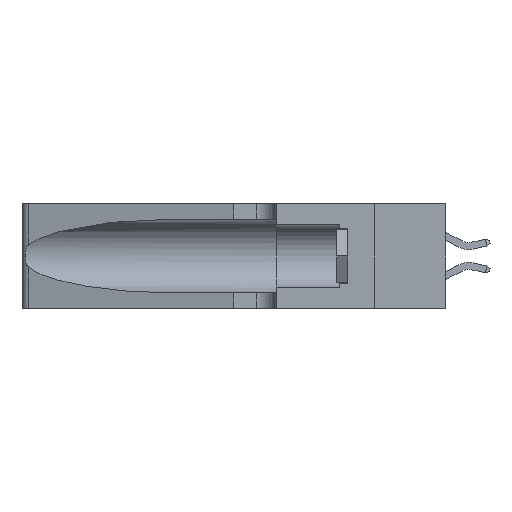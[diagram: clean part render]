
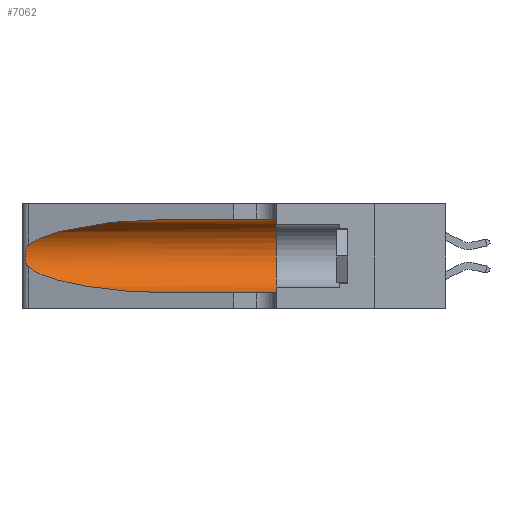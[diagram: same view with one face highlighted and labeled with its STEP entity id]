
A CAD part, left-side view. The second image highlights one B-rep face of the part: STEP entity #7062.
In plain terms, the highlighted cylindrical face has radius 3.308 mm (diameter 6.617 mm), a partial arc.
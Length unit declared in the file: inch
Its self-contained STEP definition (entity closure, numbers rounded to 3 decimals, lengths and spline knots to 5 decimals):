
#619 = CARTESIAN_POINT ( 'NONE',  ( 0.1305, 0.35, 0.185 ) ) ;
#950 = CARTESIAN_POINT ( 'NONE',  ( 0.25555, 1.22994, 0.2215 ) ) ;
#992 =( BOUNDED_CURVE ( )  B_SPLINE_CURVE ( 3, ( #12431, #27435, #36305, #18609 ),
 .UNSPECIFIED., .F., .F. ) 
 B_SPLINE_CURVE_WITH_KNOTS ( ( 4, 4 ),
 ( 1.5708, 2.84003 ),
 .UNSPECIFIED. ) 
 CURVE ( )  GEOMETRIC_REPRESENTATION_ITEM ( )  RATIONAL_B_SPLINE_CURVE ( ( 1., 0.87, 0.87, 1. ) ) 
 REPRESENTATION_ITEM ( '' )  );
#1081 = CARTESIAN_POINT ( 'NONE',  ( 0.25555, 1.22993, 0.14849 ) ) ;
#1507 = DIRECTION ( 'NONE',  ( 0., -1., 0. ) ) ;
#2901 = CARTESIAN_POINT ( 'NONE',  ( 0.2373, 1.15595, 0.08982 ) ) ;
#3201 = CARTESIAN_POINT ( 'NONE',  ( 0.25487, 1.22718, 0.14631 ) ) ;
#3230 = ORIENTED_EDGE ( 'NONE', *, *, #15040, .T. ) ;
#3708 = DIRECTION ( 'NONE',  ( 0., 0., 1. ) ) ;
#3760 = ORIENTED_EDGE ( 'NONE', *, *, #10302, .F. ) ;
#3777 = LINE ( 'NONE', #15807, #24882 ) ;
#3926 =( BOUNDED_CURVE ( )  B_SPLINE_CURVE ( 3, ( #5926, #2901, #23900, #26871 ),
 .UNSPECIFIED., .F., .T. ) 
 B_SPLINE_CURVE_WITH_KNOTS ( ( 4, 4 ),
 ( 3.44316, 4.71239 ),
 .UNSPECIFIED. ) 
 CURVE ( )  GEOMETRIC_REPRESENTATION_ITEM ( )  RATIONAL_B_SPLINE_CURVE ( ( 1., 0.87, 0.87, 1. ) ) 
 REPRESENTATION_ITEM ( '' )  );
#4581 = DIRECTION ( 'NONE',  ( 0., 0., -1. ) ) ;
#5926 = CARTESIAN_POINT ( 'NONE',  ( 0.25487, 1.22718, 0.14631 ) ) ;
#6167 = EDGE_LOOP ( 'NONE', ( #35448, #35933, #3230, #26931, #23476, #3760 ) ) ;
#7056 = CARTESIAN_POINT ( 'NONE',  ( 0.25787, 1.23484, 0.2124 ) ) ;
#7062 = ADVANCED_FACE ( 'NONE', ( #30860 ), #35881, .F. ) ;
#8846 = CARTESIAN_POINT ( 'NONE',  ( 0.1305, 0.72297, 0.31525 ) ) ;
#10091 = CARTESIAN_POINT ( 'NONE',  ( 0.26018, 1.23835, 0.19895 ) ) ;
#10302 = EDGE_CURVE ( 'NONE', #38171, #35642, #3777, .T. ) ;
#10948 = B_SPLINE_CURVE_WITH_KNOTS ( 'NONE', 3,
 ( #12962, #950, #24987, #7056, #27956, #10091, #30942, #13085, #33863, #16096, #36812, #19126, #1081, #22155 ),
 .UNSPECIFIED., .F., .F.,
 ( 4, 2, 2, 2, 2, 2, 4 ),
 ( 0., 0.00027, 0.00053, 0.00107, 0.0016, 0.00187, 0.00214 ),
 .UNSPECIFIED. ) ;
#12431 = CARTESIAN_POINT ( 'NONE',  ( 0.1305, 0.72297, 0.31525 ) ) ;
#12962 = CARTESIAN_POINT ( 'NONE',  ( 0.25487, 1.22718, 0.22369 ) ) ;
#13085 = CARTESIAN_POINT ( 'NONE',  ( 0.26075, 1.23896, 0.178 ) ) ;
#14301 = CARTESIAN_POINT ( 'NONE',  ( 0.1305, 0.72297, 0.05475 ) ) ;
#15040 = EDGE_CURVE ( 'NONE', #31214, #34430, #3926, .T. ) ;
#15807 = CARTESIAN_POINT ( 'NONE',  ( 0.1305, 1.61858, 0.31525 ) ) ;
#15952 = EDGE_CURVE ( 'NONE', #27423, #31214, #10948, .T. ) ;
#16096 = CARTESIAN_POINT ( 'NONE',  ( 0.25856, 1.23593, 0.16098 ) ) ;
#16712 = LINE ( 'NONE', #25670, #31597 ) ;
#18609 = CARTESIAN_POINT ( 'NONE',  ( 0.25487, 1.22718, 0.22369 ) ) ;
#19126 = CARTESIAN_POINT ( 'NONE',  ( 0.25639, 1.23186, 0.15144 ) ) ;
#19838 = CARTESIAN_POINT ( 'NONE',  ( 0.1305, 0.35, 0.31525 ) ) ;
#21515 = EDGE_CURVE ( 'NONE', #35642, #23622, #22583, .T. ) ;
#21708 = DIRECTION ( 'NONE',  ( 0., 1., 0. ) ) ;
#22155 = CARTESIAN_POINT ( 'NONE',  ( 0.25487, 1.22718, 0.14631 ) ) ;
#22300 = EDGE_CURVE ( 'NONE', #34430, #23622, #16712, .T. ) ;
#22583 = CIRCLE ( 'NONE', #35812, 0.13025 ) ;
#23476 = ORIENTED_EDGE ( 'NONE', *, *, #21515, .F. ) ;
#23622 = VERTEX_POINT ( 'NONE', #38179 ) ;
#23900 = CARTESIAN_POINT ( 'NONE',  ( 0.18966, 0.96281, 0.05475 ) ) ;
#24021 = CARTESIAN_POINT ( 'NONE',  ( 0.25487, 1.22718, 0.22369 ) ) ;
#24882 = VECTOR ( 'NONE', #30772, 39.37008 ) ;
#24971 = EDGE_CURVE ( 'NONE', #38171, #27423, #992, .T. ) ;
#24987 = CARTESIAN_POINT ( 'NONE',  ( 0.25639, 1.23184, 0.21858 ) ) ;
#25670 = CARTESIAN_POINT ( 'NONE',  ( 0.1305, 1.61858, 0.05475 ) ) ;
#26871 = CARTESIAN_POINT ( 'NONE',  ( 0.1305, 0.72297, 0.05475 ) ) ;
#26931 = ORIENTED_EDGE ( 'NONE', *, *, #22300, .T. ) ;
#27423 = VERTEX_POINT ( 'NONE', #24021 ) ;
#27435 = CARTESIAN_POINT ( 'NONE',  ( 0.18966, 0.96281, 0.31525 ) ) ;
#27850 = AXIS2_PLACEMENT_3D ( 'NONE', #31360, #1507, #4581 ) ;
#27956 = CARTESIAN_POINT ( 'NONE',  ( 0.25854, 1.2359, 0.20912 ) ) ;
#30772 = DIRECTION ( 'NONE',  ( 0., -1., 0. ) ) ;
#30860 = FACE_OUTER_BOUND ( 'NONE', #6167, .T. ) ;
#30942 = CARTESIAN_POINT ( 'NONE',  ( 0.26075, 1.23896, 0.19203 ) ) ;
#31214 = VERTEX_POINT ( 'NONE', #3201 ) ;
#31360 = CARTESIAN_POINT ( 'NONE',  ( 0.1305, 1.61858, 0.185 ) ) ;
#31597 = VECTOR ( 'NONE', #31605, 39.37008 ) ;
#31605 = DIRECTION ( 'NONE',  ( 0., -1., 0. ) ) ;
#33863 = CARTESIAN_POINT ( 'NONE',  ( 0.26017, 1.23833, 0.17102 ) ) ;
#34430 = VERTEX_POINT ( 'NONE', #14301 ) ;
#35448 = ORIENTED_EDGE ( 'NONE', *, *, #24971, .T. ) ;
#35642 = VERTEX_POINT ( 'NONE', #19838 ) ;
#35812 = AXIS2_PLACEMENT_3D ( 'NONE', #619, #21708, #3708 ) ;
#35881 = CYLINDRICAL_SURFACE ( 'NONE', #27850, 0.13025 ) ;
#35933 = ORIENTED_EDGE ( 'NONE', *, *, #15952, .T. ) ;
#36305 = CARTESIAN_POINT ( 'NONE',  ( 0.2373, 1.15595, 0.28018 ) ) ;
#36812 = CARTESIAN_POINT ( 'NONE',  ( 0.25789, 1.23486, 0.15765 ) ) ;
#38171 = VERTEX_POINT ( 'NONE', #8846 ) ;
#38179 = CARTESIAN_POINT ( 'NONE',  ( 0.1305, 0.35, 0.05475 ) ) ;
